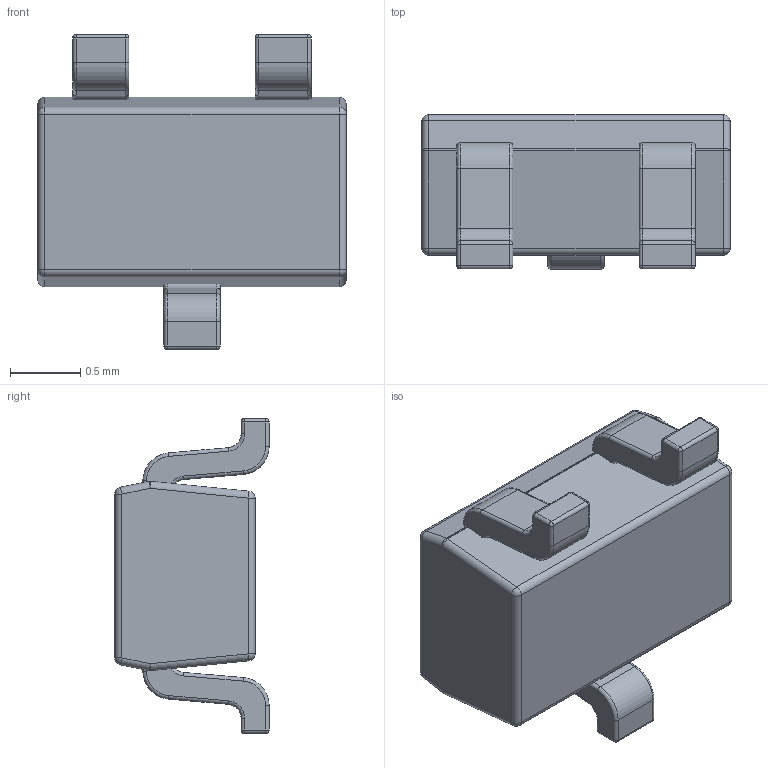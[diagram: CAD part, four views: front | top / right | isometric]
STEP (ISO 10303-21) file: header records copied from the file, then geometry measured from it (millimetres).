
FILE_DESCRIPTION (( 'STEP AP214' ), '1' );
FILE_NAME ('SC70-3_SOT323.STEP', '2011-11-24T11:54:33', ( '' ), ( '' ), 'SwSTEP 2.0', 'SolidWorks 2011', '' );
FILE_SCHEMA (( 'AUTOMOTIVE_DESIGN' ));
Length unit declared in the file: millimetre
Products named in the file (3): User Library-SOT323 (SC70-3)-1_Pins_1_Default; Case^SOT323; SC70-3_SOT323
Assembly tree (4 placements, depth 2):
  SC70-3_SOT323
    User Library-SOT323 (SC70-3)-1_Pins_1_Default  x3
    Case^SOT323
Bounding box: 2.2 x 1.1 x 2.25 mm (x, y, z)
Volume: 3.1 mm3; surface area: 16.5 mm2
Topology: 4 solids, 4 shells, 191 faces, 422 edges, 207 vertices
Faces by surface type: cylinder 91, bspline 48, plane 38, sphere 14
Entity records: 3153 total; most frequent: CARTESIAN_POINT 643, DIRECTION 427, ORIENTED_EDGE 364, EDGE_CURVE 182, AXIS2_PLACEMENT_3D 171, VERTEX_POINT 95, EDGE_LOOP 91, FACE_OUTER_BOUND 91
